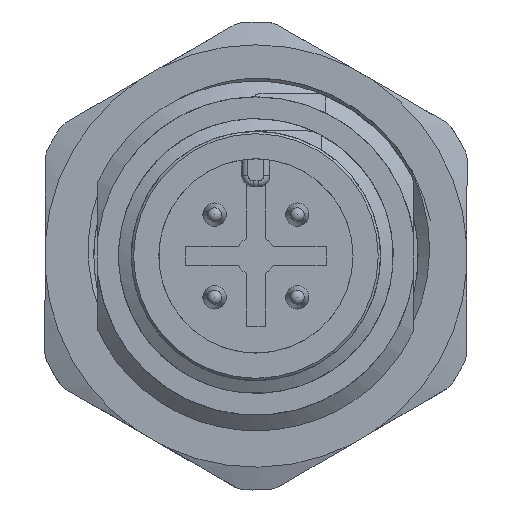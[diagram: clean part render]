
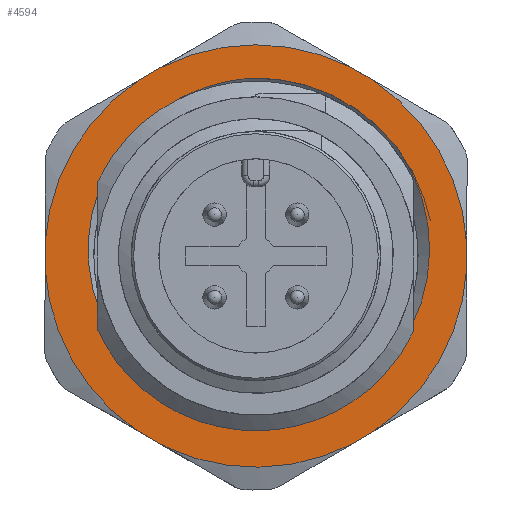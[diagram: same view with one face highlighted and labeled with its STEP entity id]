
A CAD part, front view. The second image highlights one B-rep face of the part: STEP entity #4594.
In plain terms, the highlighted face is planar.
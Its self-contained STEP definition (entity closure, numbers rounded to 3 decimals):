
#330=B_SPLINE_CURVE_WITH_KNOTS('',3,(#18456,#18457,#18458,#18459,#18460,
#18461,#18462),.UNSPECIFIED.,.F.,.F.,(4,1,1,1,4),(0.,0.004,
0.009,0.013,0.017),
 .UNSPECIFIED.);
#331=B_SPLINE_CURVE_WITH_KNOTS('',3,(#18466,#18467,#18468,#18469,#18470,
#18471,#18472),.UNSPECIFIED.,.F.,.F.,(4,1,1,1,4),(0.,
0.004,0.009,0.013,0.017),
 .UNSPECIFIED.);
#651=LINE('',#18476,#868);
#652=LINE('',#18480,#869);
#653=LINE('',#18484,#870);
#654=LINE('',#18488,#871);
#655=LINE('',#18492,#872);
#656=LINE('',#18496,#873);
#868=VECTOR('',#5978,1000.);
#869=VECTOR('',#5981,1000.);
#870=VECTOR('',#5984,1000.);
#871=VECTOR('',#5987,1000.);
#872=VECTOR('',#5990,1000.);
#873=VECTOR('',#5993,1000.);
#1824=ORIENTED_EDGE('',*,*,#2652,.T.);
#1825=ORIENTED_EDGE('',*,*,#2653,.T.);
#1826=ORIENTED_EDGE('',*,*,#2654,.T.);
#1827=ORIENTED_EDGE('',*,*,#2655,.T.);
#1828=ORIENTED_EDGE('',*,*,#2656,.F.);
#1829=ORIENTED_EDGE('',*,*,#2657,.T.);
#1830=ORIENTED_EDGE('',*,*,#2658,.F.);
#1831=ORIENTED_EDGE('',*,*,#2659,.T.);
#1832=ORIENTED_EDGE('',*,*,#2660,.F.);
#1833=ORIENTED_EDGE('',*,*,#2661,.T.);
#1834=ORIENTED_EDGE('',*,*,#2662,.F.);
#1835=ORIENTED_EDGE('',*,*,#2663,.T.);
#1836=ORIENTED_EDGE('',*,*,#2664,.F.);
#1837=ORIENTED_EDGE('',*,*,#2665,.T.);
#1838=ORIENTED_EDGE('',*,*,#2666,.F.);
#1839=ORIENTED_EDGE('',*,*,#2667,.T.);
#2652=EDGE_CURVE('',#3158,#3159,#3402,.T.);
#2653=EDGE_CURVE('',#3159,#3160,#330,.T.);
#2654=EDGE_CURVE('',#3160,#3161,#3403,.F.);
#2655=EDGE_CURVE('',#3161,#3158,#331,.T.);
#2656=EDGE_CURVE('',#3162,#3163,#3404,.F.);
#2657=EDGE_CURVE('',#3162,#3164,#651,.T.);
#2658=EDGE_CURVE('',#3165,#3164,#3405,.F.);
#2659=EDGE_CURVE('',#3165,#3166,#652,.T.);
#2660=EDGE_CURVE('',#3167,#3166,#3406,.F.);
#2661=EDGE_CURVE('',#3167,#3168,#653,.T.);
#2662=EDGE_CURVE('',#3169,#3168,#3407,.F.);
#2663=EDGE_CURVE('',#3169,#3170,#654,.T.);
#2664=EDGE_CURVE('',#3171,#3170,#3408,.F.);
#2665=EDGE_CURVE('',#3171,#3172,#655,.T.);
#2666=EDGE_CURVE('',#3173,#3172,#3409,.F.);
#2667=EDGE_CURVE('',#3173,#3163,#656,.T.);
#3158=VERTEX_POINT('',#18454);
#3159=VERTEX_POINT('',#18455);
#3160=VERTEX_POINT('',#18463);
#3161=VERTEX_POINT('',#18465);
#3162=VERTEX_POINT('',#18474);
#3163=VERTEX_POINT('',#18475);
#3164=VERTEX_POINT('',#18477);
#3165=VERTEX_POINT('',#18479);
#3166=VERTEX_POINT('',#18481);
#3167=VERTEX_POINT('',#18483);
#3168=VERTEX_POINT('',#18485);
#3169=VERTEX_POINT('',#18487);
#3170=VERTEX_POINT('',#18489);
#3171=VERTEX_POINT('',#18491);
#3172=VERTEX_POINT('',#18493);
#3173=VERTEX_POINT('',#18495);
#3402=CIRCLE('',#5052,7.6);
#3403=CIRCLE('',#5053,6.93);
#3404=CIRCLE('',#5054,9.024);
#3405=CIRCLE('',#5055,9.024);
#3406=CIRCLE('',#5056,9.024);
#3407=CIRCLE('',#5057,9.024);
#3408=CIRCLE('',#5058,9.024);
#3409=CIRCLE('',#5059,9.024);
#3727=EDGE_LOOP('',(#1824,#1825,#1826,#1827));
#3728=EDGE_LOOP('',(#1828,#1829,#1830,#1831,#1832,#1833,#1834,#1835,#1836,
#1837,#1838,#1839));
#4133=FACE_BOUND('',#3727,.T.);
#4134=FACE_BOUND('',#3728,.T.);
#4358=PLANE('',#5051);
#4594=ADVANCED_FACE('',(#4133,#4134),#4358,.T.);
#5051=AXIS2_PLACEMENT_3D('',#18452,#5970,#5971);
#5052=AXIS2_PLACEMENT_3D('',#18453,#5972,#5973);
#5053=AXIS2_PLACEMENT_3D('',#18464,#5974,#5975);
#5054=AXIS2_PLACEMENT_3D('',#18473,#5976,#5977);
#5055=AXIS2_PLACEMENT_3D('',#18478,#5979,#5980);
#5056=AXIS2_PLACEMENT_3D('',#18482,#5982,#5983);
#5057=AXIS2_PLACEMENT_3D('',#18486,#5985,#5986);
#5058=AXIS2_PLACEMENT_3D('',#18490,#5988,#5989);
#5059=AXIS2_PLACEMENT_3D('',#18494,#5991,#5992);
#5970=DIRECTION('',(1.,0.,0.));
#5971=DIRECTION('',(0.,0.,-1.));
#5972=DIRECTION('',(-1.,0.,0.));
#5973=DIRECTION('',(0.,1.,0.));
#5974=DIRECTION('',(1.,0.,0.));
#5975=DIRECTION('',(0.,0.,-1.));
#5976=DIRECTION('',(1.,0.,0.));
#5977=DIRECTION('',(0.,0.,-1.));
#5978=DIRECTION('',(0.,1.,0.));
#5979=DIRECTION('',(1.,0.,0.));
#5980=DIRECTION('',(0.,0.,-1.));
#5981=DIRECTION('',(0.,0.497,0.868));
#5982=DIRECTION('',(1.,0.,0.));
#5983=DIRECTION('',(0.,0.,-1.));
#5984=DIRECTION('',(0.,-0.497,0.868));
#5985=DIRECTION('',(1.,0.,0.));
#5986=DIRECTION('',(0.,0.,-1.));
#5987=DIRECTION('',(0.,-1.,0.));
#5988=DIRECTION('',(1.,0.,0.));
#5989=DIRECTION('',(0.,0.,-1.));
#5990=DIRECTION('',(0.,-0.498,-0.867));
#5991=DIRECTION('',(1.,0.,0.));
#5992=DIRECTION('',(0.,0.,-1.));
#5993=DIRECTION('',(0.,0.498,-0.867));
#18452=CARTESIAN_POINT('',(1.5,0.,0.));
#18453=CARTESIAN_POINT('',(1.5,0.,0.));
#18454=CARTESIAN_POINT('',(1.5,-4.081,6.411));
#18455=CARTESIAN_POINT('',(1.5,3.02,6.974));
#18456=CARTESIAN_POINT('',(1.5,3.02,6.974));
#18457=CARTESIAN_POINT('',(1.5,4.318,6.354));
#18458=CARTESIAN_POINT('',(1.5,6.523,4.378));
#18459=CARTESIAN_POINT('',(1.5,7.706,0.079));
#18460=CARTESIAN_POINT('',(1.5,6.285,-4.171));
#18461=CARTESIAN_POINT('',(1.5,3.917,-5.964));
#18462=CARTESIAN_POINT('',(1.5,2.558,-6.441));
#18463=CARTESIAN_POINT('',(1.5,2.558,-6.441));
#18464=CARTESIAN_POINT('',(1.5,0.,0.));
#18465=CARTESIAN_POINT('',(1.5,-1.511,-6.763));
#18466=CARTESIAN_POINT('',(1.5,-1.511,-6.763));
#18467=CARTESIAN_POINT('',(1.5,-2.927,-6.508));
#18468=CARTESIAN_POINT('',(1.5,-5.554,-5.103));
#18469=CARTESIAN_POINT('',(1.5,-7.621,-1.142));
#18470=CARTESIAN_POINT('',(1.5,-7.131,3.298));
#18471=CARTESIAN_POINT('',(1.5,-5.265,5.594));
#18472=CARTESIAN_POINT('',(1.5,-4.081,6.411));
#18473=CARTESIAN_POINT('',(1.5,0.,0.));
#18474=CARTESIAN_POINT('',(1.5,-0.764,-8.992));
#18475=CARTESIAN_POINT('',(1.5,-7.542,-4.955));
#18476=CARTESIAN_POINT('',(1.5,-4.376,-8.992));
#18477=CARTESIAN_POINT('',(1.5,0.764,-8.992));
#18478=CARTESIAN_POINT('',(1.5,0.,0.));
#18479=CARTESIAN_POINT('',(1.5,7.551,-4.941));
#18480=CARTESIAN_POINT('',(1.5,5.661,-8.243));
#18481=CARTESIAN_POINT('',(1.5,8.085,-4.008));
#18482=CARTESIAN_POINT('',(1.5,0.,0.));
#18483=CARTESIAN_POINT('',(1.5,8.085,4.008));
#18484=CARTESIAN_POINT('',(1.5,9.975,0.706));
#18485=CARTESIAN_POINT('',(1.5,7.551,4.941));
#18486=CARTESIAN_POINT('',(1.5,0.,0.));
#18487=CARTESIAN_POINT('',(1.5,0.537,9.008));
#18488=CARTESIAN_POINT('',(1.5,4.342,9.008));
#18489=CARTESIAN_POINT('',(1.5,-0.537,9.008));
#18490=CARTESIAN_POINT('',(1.5,0.,0.));
#18491=CARTESIAN_POINT('',(1.5,-7.542,4.955));
#18492=CARTESIAN_POINT('',(1.5,-5.646,8.254));
#18493=CARTESIAN_POINT('',(1.5,-8.078,4.024));
#18494=CARTESIAN_POINT('',(1.5,0.,0.));
#18495=CARTESIAN_POINT('',(1.5,-8.078,-4.024));
#18496=CARTESIAN_POINT('',(1.5,-9.974,-0.725));
